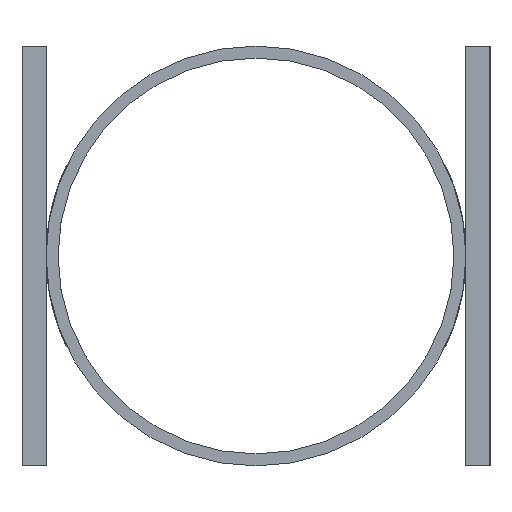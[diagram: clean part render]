
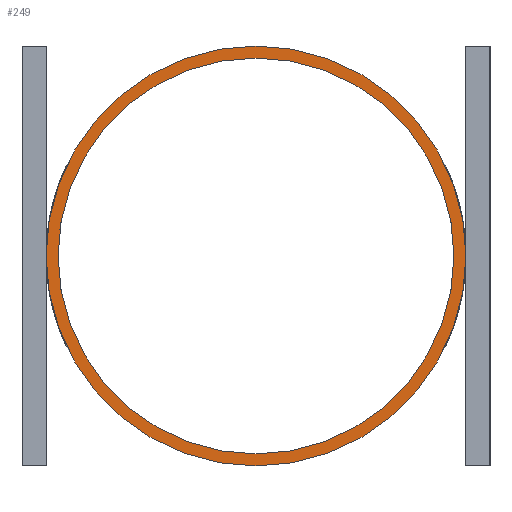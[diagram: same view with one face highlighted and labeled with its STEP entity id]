
A CAD part, front view. The second image highlights one B-rep face of the part: STEP entity #249.
In plain terms, the highlighted planar face has unit normal (0, -1, 0).
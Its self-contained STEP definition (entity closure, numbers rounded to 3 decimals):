
#27 = DIRECTION ( 'NONE',  ( 0., 0., 1. ) ) ;
#37 = DIRECTION ( 'NONE',  ( 0., 1., 0. ) ) ;
#70 = FACE_OUTER_BOUND ( 'NONE', #391, .T. ) ;
#84 = EDGE_CURVE ( 'NONE', #324, #1583, #385, .T. ) ;
#101 = CIRCLE ( 'NONE', #128, 17.46 ) ;
#107 = DIRECTION ( 'NONE',  ( 0., 1., 0. ) ) ;
#128 = AXIS2_PLACEMENT_3D ( 'NONE', #1568, #37, #1202 ) ;
#133 = EDGE_CURVE ( 'NONE', #1583, #324, #547, .T. ) ;
#156 = ORIENTED_EDGE ( 'NONE', *, *, #1396, .F. ) ;
#215 = CARTESIAN_POINT ( 'NONE',  ( 0., 0., 17.46 ) ) ;
#247 = DIRECTION ( 'NONE',  ( 0., 0., 1. ) ) ;
#249 = ADVANCED_FACE ( 'NONE', ( #70, #1247 ), #1139, .F. ) ;
#276 = DIRECTION ( 'NONE',  ( 0., 1., 0. ) ) ;
#324 = VERTEX_POINT ( 'NONE', #1073 ) ;
#385 = CIRCLE ( 'NONE', #1070, 16.46 ) ;
#386 = AXIS2_PLACEMENT_3D ( 'NONE', #1442, #276, #27 ) ;
#391 = EDGE_LOOP ( 'NONE', ( #156, #483 ) ) ;
#406 = CARTESIAN_POINT ( 'NONE',  ( 0., 0., -17.46 ) ) ;
#483 = ORIENTED_EDGE ( 'NONE', *, *, #790, .F. ) ;
#534 = ORIENTED_EDGE ( 'NONE', *, *, #84, .T. ) ;
#543 = CARTESIAN_POINT ( 'NONE',  ( 0., 0., 0. ) ) ;
#547 = CIRCLE ( 'NONE', #607, 16.46 ) ;
#549 = CIRCLE ( 'NONE', #386, 17.46 ) ;
#597 = DIRECTION ( 'NONE',  ( 0., 1., 0. ) ) ;
#607 = AXIS2_PLACEMENT_3D ( 'NONE', #543, #1542, #247 ) ;
#790 = EDGE_CURVE ( 'NONE', #826, #1417, #549, .T. ) ;
#826 = VERTEX_POINT ( 'NONE', #215 ) ;
#869 = DIRECTION ( 'NONE',  ( 0., 0., 1. ) ) ;
#1070 = AXIS2_PLACEMENT_3D ( 'NONE', #1655, #107, #869 ) ;
#1073 = CARTESIAN_POINT ( 'NONE',  ( 0., 0., -16.46 ) ) ;
#1139 = PLANE ( 'NONE',  #1473 ) ;
#1202 = DIRECTION ( 'NONE',  ( 0., 0., 1. ) ) ;
#1218 = CARTESIAN_POINT ( 'NONE',  ( 0., 0., 16.46 ) ) ;
#1247 = FACE_BOUND ( 'NONE', #1425, .T. ) ;
#1260 = DIRECTION ( 'NONE',  ( 0., 0., 1. ) ) ;
#1373 = CARTESIAN_POINT ( 'NONE',  ( 0., 0., 0. ) ) ;
#1396 = EDGE_CURVE ( 'NONE', #1417, #826, #101, .T. ) ;
#1417 = VERTEX_POINT ( 'NONE', #406 ) ;
#1425 = EDGE_LOOP ( 'NONE', ( #534, #1597 ) ) ;
#1442 = CARTESIAN_POINT ( 'NONE',  ( 0., 0., 0. ) ) ;
#1473 = AXIS2_PLACEMENT_3D ( 'NONE', #1373, #597, #1260 ) ;
#1542 = DIRECTION ( 'NONE',  ( 0., 1., 0. ) ) ;
#1568 = CARTESIAN_POINT ( 'NONE',  ( 0., 0., 0. ) ) ;
#1583 = VERTEX_POINT ( 'NONE', #1218 ) ;
#1597 = ORIENTED_EDGE ( 'NONE', *, *, #133, .T. ) ;
#1655 = CARTESIAN_POINT ( 'NONE',  ( 0., 0., 0. ) ) ;
